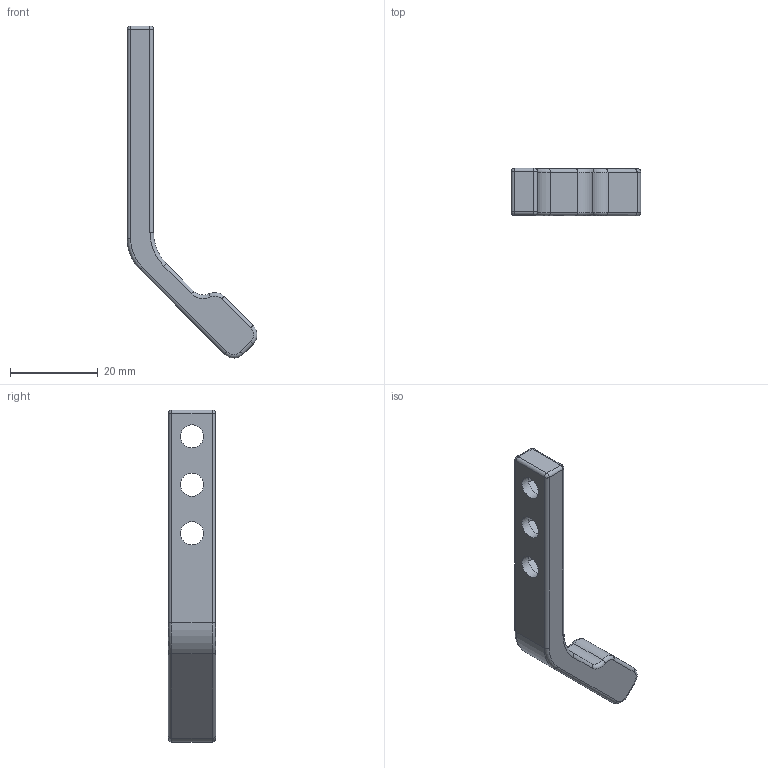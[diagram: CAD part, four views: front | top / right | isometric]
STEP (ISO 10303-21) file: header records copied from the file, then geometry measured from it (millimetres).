
FILE_DESCRIPTION(/* description */ (''),/* implementation_level */ '2;1');
FILE_NAME(/* name */ 'M5 nut holder.step',/* time_stamp */ '2021-04-04T15:28:53+08:00',/* author */ (''),/* organization */ (''),/* preprocessor_version */ 'ST-DEVELOPER v18.1',/* originating_system */ 'Autodesk Translation Framework v9.10.0.1330',/* authorisation */ '');
FILE_SCHEMA (('AUTOMOTIVE_DESIGN { 1 0 10303 214 3 1 1 }'));
Length unit declared in the file: millimetre
Products named in the file (1): M5 nut holder
Bounding box: 29.49 x 10.7 x 75.46 mm (x, y, z)
Volume: 4864.7 mm3; surface area: 3209.4 mm2
Topology: 1 solids, 1 shells, 71 faces, 164 edges, 98 vertices
Faces by surface type: plane 30, cylinder 25, torus 12, sphere 4
Full cylindrical faces by diameter (mm): 5.25 x3
Entity records: 2035 total; most frequent: DIRECTION 372, CARTESIAN_POINT 334, ORIENTED_EDGE 328, EDGE_CURVE 164, AXIS2_PLACEMENT_3D 136, LINE 100, VECTOR 100, VERTEX_POINT 98
